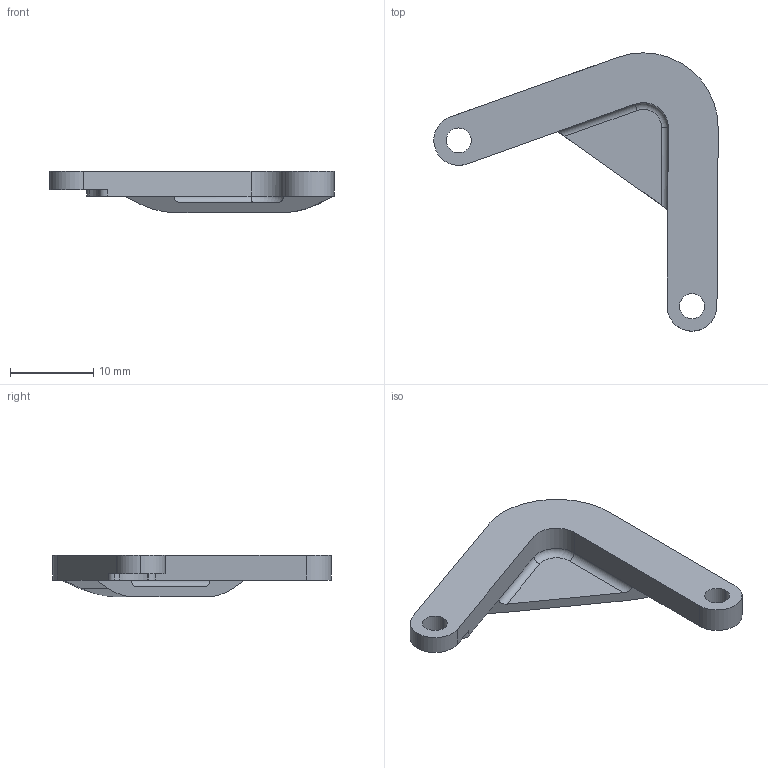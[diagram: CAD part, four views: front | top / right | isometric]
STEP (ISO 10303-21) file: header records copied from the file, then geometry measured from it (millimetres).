
FILE_DESCRIPTION (( 'STEP AP214' ), '1' );
FILE_NAME ('L.STEP', '2019-09-06T08:39:23', ( '' ), ( '' ), 'SwSTEP 2.0', 'SolidWorks 2019', '' );
FILE_SCHEMA (( 'AUTOMOTIVE_DESIGN' ));
Length unit declared in the file: millimetre
Products named in the file (1): L
Bounding box: 34.2 x 33.47 x 5 mm (x, y, z)
Volume: 1291.6 mm3; surface area: 1348.4 mm2
Topology: 1 solids, 1 shells, 42 faces, 105 edges, 65 vertices
Faces by surface type: cylinder 22, plane 15, sphere 3, torus 2
Entity records: 1295 total; most frequent: CARTESIAN_POINT 231, DIRECTION 229, ORIENTED_EDGE 210, EDGE_CURVE 105, AXIS2_PLACEMENT_3D 87, VERTEX_POINT 65, LINE 55, VECTOR 55
